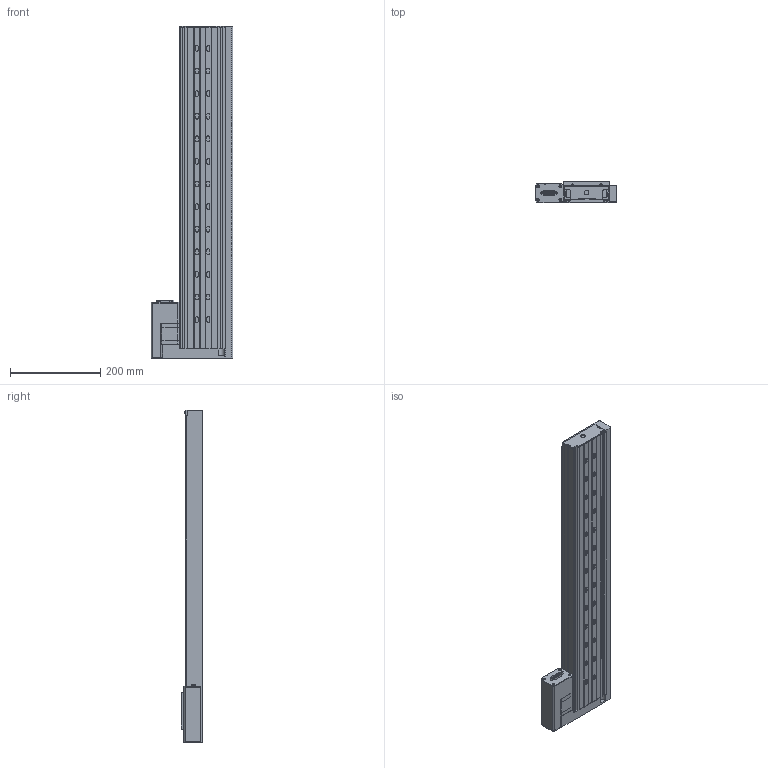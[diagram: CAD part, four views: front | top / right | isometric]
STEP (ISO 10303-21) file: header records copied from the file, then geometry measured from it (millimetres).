
FILE_DESCRIPTION (( 'STEP AP203' ), '1' );
FILE_NAME ('LRQ600xP-DE51CT10A.step', '2023-05-18T00:00:01', ( '' ), ( '' ), 'SwSTEP 2.0', 'SolidWorks 2019', '' );
FILE_SCHEMA (( 'CONFIG_CONTROL_DESIGN' ));
Length unit declared in the file: millimetre
Products named in the file (4): LRQ600xP-DE51CT10A; NMS17_motor^LRQ_LRQ-T10A; LRQ_carriage^LRQ_LRQ-C; LRQ_base^LRQ_LRQ600P-DEC
Assembly tree (3 placements, depth 2):
  LRQ600xP-DE51CT10A
    LRQ_base^LRQ_LRQ600P-DEC
    LRQ_carriage^LRQ_LRQ-C
    NMS17_motor^LRQ_LRQ-T10A
Bounding box: 181.1 x 48 x 734.8 mm (x, y, z)
Volume: 2029711.8 mm3; surface area: 756082.4 mm2
Topology: 28 solids, 28 shells, 932 faces, 2378 edges, 1573 vertices
Faces by surface type: plane 541, cylinder 353, cone 26, torus 8, sphere 4
Entity records: 28935 total; most frequent: CARTESIAN_POINT 5193, DIRECTION 4967, ORIENTED_EDGE 4724, EDGE_CURVE 2362, AXIS2_PLACEMENT_3D 1707, VERTEX_POINT 1569, LINE 1553, VECTOR 1553
